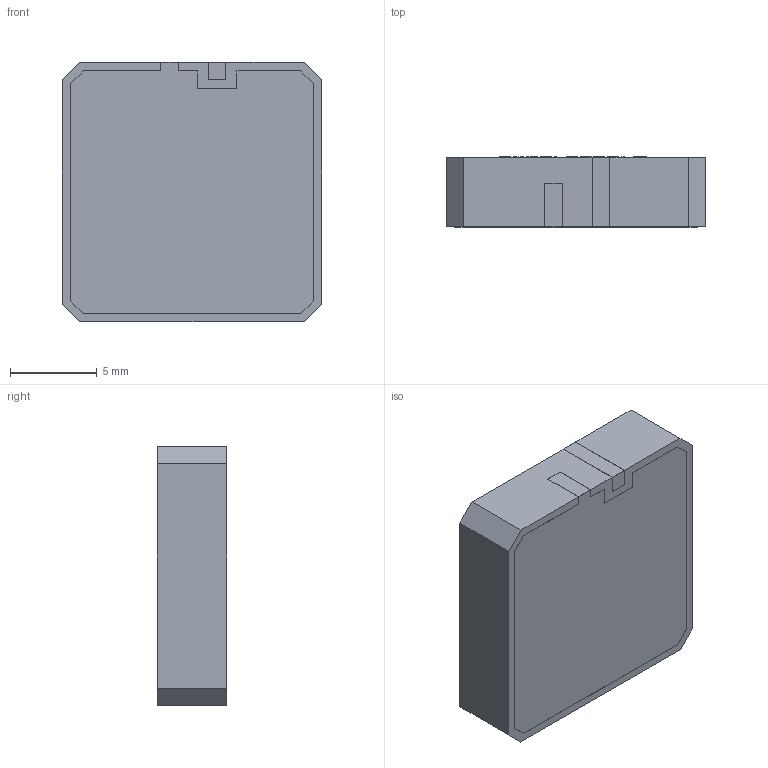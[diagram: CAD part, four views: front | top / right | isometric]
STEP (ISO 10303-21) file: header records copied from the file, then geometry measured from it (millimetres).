
FILE_DESCRIPTION (( 'STEP AP214' ), '1' );
FILE_NAME ('SWDP.2458.15.4.A.02.STEP', '2022-07-15T14:41:19', ( '' ), ( '' ), 'SwSTEP 2.0', 'SolidWorks 2018', '' );
FILE_SCHEMA (( 'AUTOMOTIVE_DESIGN' ));
Length unit declared in the file: millimetre
Products named in the file (1): SWDP.2458.15.4.A.02
Bounding box: 15 x 4.03 x 15.01 mm (x, y, z)
Volume: 895.5 mm3; surface area: 679.5 mm2
Topology: 1 solids, 1 shells, 371 faces, 1003 edges, 664 vertices
Faces by surface type: plane 217, bspline 154
Entity records: 15461 total; most frequent: CARTESIAN_POINT 6653, ORIENTED_EDGE 2006, DIRECTION 1131, EDGE_CURVE 1003, LINE 695, VECTOR 695, VERTEX_POINT 664, EDGE_LOOP 401
